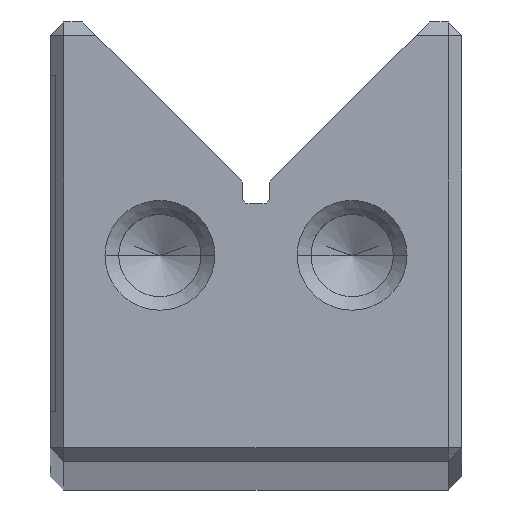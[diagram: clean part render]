
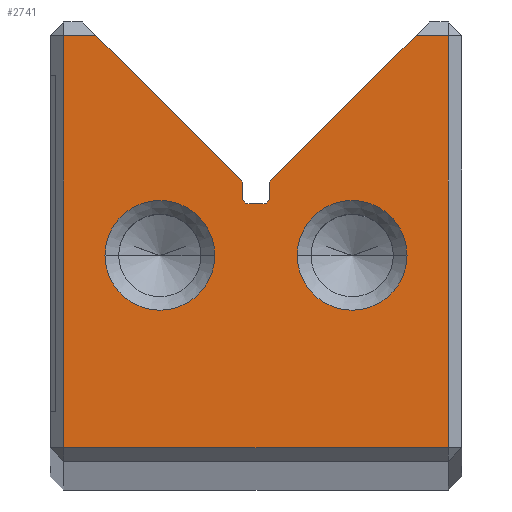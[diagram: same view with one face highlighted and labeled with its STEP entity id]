
A CAD part, top view. The second image highlights one B-rep face of the part: STEP entity #2741.
In plain terms, the highlighted planar face has unit normal (0, 0, 1).
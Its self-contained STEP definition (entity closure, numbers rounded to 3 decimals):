
#2741=ADVANCED_FACE('',(#3585,#3586,#3587),#3124,.F.);
#3124=PLANE('',#10256);
#3389=CIRCLE('',#10069,2.);
#3391=CIRCLE('',#10072,2.);
#3494=CIRCLE('',#10246,0.25);
#3495=CIRCLE('',#10249,0.25);
#3496=CIRCLE('',#10254,2.);
#3497=CIRCLE('',#10255,2.);
#3585=FACE_BOUND('',#3763,.T.);
#3586=FACE_BOUND('',#3764,.T.);
#3587=FACE_BOUND('',#3765,.T.);
#3763=EDGE_LOOP('',(#4963,#4964));
#3764=EDGE_LOOP('',(#4965,#4966));
#3765=EDGE_LOOP('',(#4967,#4968,#4969,#4970,#4971,#4972,#4973,#4974,#4975,
#4976,#4977,#4978));
#4963=ORIENTED_EDGE('',*,*,#7611,.T.);
#4964=ORIENTED_EDGE('',*,*,#7862,.T.);
#4965=ORIENTED_EDGE('',*,*,#7607,.T.);
#4966=ORIENTED_EDGE('',*,*,#7863,.T.);
#4967=ORIENTED_EDGE('',*,*,#7864,.T.);
#4968=ORIENTED_EDGE('',*,*,#7865,.T.);
#4969=ORIENTED_EDGE('',*,*,#7857,.T.);
#4970=ORIENTED_EDGE('',*,*,#7853,.T.);
#4971=ORIENTED_EDGE('',*,*,#7851,.T.);
#4972=ORIENTED_EDGE('',*,*,#7849,.T.);
#4973=ORIENTED_EDGE('',*,*,#7847,.T.);
#4974=ORIENTED_EDGE('',*,*,#7845,.T.);
#4975=ORIENTED_EDGE('',*,*,#7843,.T.);
#4976=ORIENTED_EDGE('',*,*,#7866,.T.);
#4977=ORIENTED_EDGE('',*,*,#7867,.T.);
#4978=ORIENTED_EDGE('',*,*,#7868,.T.);
#6875=VERTEX_POINT('',#13222);
#6876=VERTEX_POINT('',#13224);
#6879=VERTEX_POINT('',#13231);
#6880=VERTEX_POINT('',#13233);
#7031=VERTEX_POINT('',#13684);
#7032=VERTEX_POINT('',#13686);
#7033=VERTEX_POINT('',#13690);
#7034=VERTEX_POINT('',#13694);
#7035=VERTEX_POINT('',#13698);
#7036=VERTEX_POINT('',#13702);
#7037=VERTEX_POINT('',#13706);
#7040=VERTEX_POINT('',#13714);
#7043=VERTEX_POINT('',#13726);
#7044=VERTEX_POINT('',#13727);
#7045=VERTEX_POINT('',#13730);
#7046=VERTEX_POINT('',#13732);
#7607=EDGE_CURVE('',#6876,#6875,#3389,.T.);
#7611=EDGE_CURVE('',#6880,#6879,#3391,.T.);
#7843=EDGE_CURVE('',#7032,#7031,#8765,.T.);
#7845=EDGE_CURVE('',#7033,#7032,#8767,.T.);
#7847=EDGE_CURVE('',#7034,#7033,#3494,.T.);
#7849=EDGE_CURVE('',#7035,#7034,#8770,.T.);
#7851=EDGE_CURVE('',#7036,#7035,#3495,.T.);
#7853=EDGE_CURVE('',#7037,#7036,#8773,.T.);
#7857=EDGE_CURVE('',#7040,#7037,#8777,.T.);
#7862=EDGE_CURVE('',#6879,#6880,#3496,.T.);
#7863=EDGE_CURVE('',#6875,#6876,#3497,.T.);
#7864=EDGE_CURVE('',#7043,#7044,#8782,.T.);
#7865=EDGE_CURVE('',#7044,#7040,#8783,.T.);
#7866=EDGE_CURVE('',#7031,#7045,#8784,.T.);
#7867=EDGE_CURVE('',#7045,#7046,#8785,.T.);
#7868=EDGE_CURVE('',#7046,#7043,#8786,.T.);
#8765=LINE('',#13685,#9547);
#8767=LINE('',#13689,#9549);
#8770=LINE('',#13697,#9552);
#8773=LINE('',#13705,#9555);
#8777=LINE('',#13713,#9559);
#8782=LINE('',#13725,#9564);
#8783=LINE('',#13728,#9565);
#8784=LINE('',#13729,#9566);
#8785=LINE('',#13731,#9567);
#8786=LINE('',#13733,#9568);
#9547=VECTOR('',#11297,1.);
#9549=VECTOR('',#11301,1.);
#9552=VECTOR('',#11310,1.);
#9555=VECTOR('',#11319,1.);
#9559=VECTOR('',#11325,1.);
#9564=VECTOR('',#11338,1.);
#9565=VECTOR('',#11339,1.);
#9566=VECTOR('',#11340,1.);
#9567=VECTOR('',#11341,1.);
#9568=VECTOR('',#11342,1.);
#10069=AXIS2_PLACEMENT_3D('',#13223,#10816,#10817);
#10072=AXIS2_PLACEMENT_3D('',#13232,#10824,#10825);
#10246=AXIS2_PLACEMENT_3D('',#13693,#11305,#11306);
#10249=AXIS2_PLACEMENT_3D('',#13701,#11314,#11315);
#10254=AXIS2_PLACEMENT_3D('',#13723,#11334,#11335);
#10255=AXIS2_PLACEMENT_3D('',#13724,#11336,#11337);
#10256=AXIS2_PLACEMENT_3D('',#13734,#11343,#11344);
#10816=DIRECTION('',(0.,0.,-1.));
#10817=DIRECTION('',(-1.,0.,0.));
#10824=DIRECTION('',(0.,0.,-1.));
#10825=DIRECTION('',(-1.,0.,0.));
#11297=DIRECTION('',(-0.707,0.707,0.));
#11301=DIRECTION('',(0.,1.,0.));
#11305=DIRECTION('',(0.,0.,-1.));
#11306=DIRECTION('',(1.,0.,0.));
#11310=DIRECTION('',(-1.,0.,0.));
#11314=DIRECTION('',(0.,0.,-1.));
#11315=DIRECTION('',(-1.,0.,0.));
#11319=DIRECTION('',(0.,-1.,0.));
#11325=DIRECTION('',(-0.707,-0.707,0.));
#11334=DIRECTION('',(0.,0.,-1.));
#11335=DIRECTION('',(-1.,0.,0.));
#11336=DIRECTION('',(0.,0.,-1.));
#11337=DIRECTION('',(-1.,0.,0.));
#11338=DIRECTION('',(0.,1.,0.));
#11339=DIRECTION('',(-1.,0.,0.));
#11340=DIRECTION('',(-1.,0.,0.));
#11341=DIRECTION('',(0.,-1.,0.));
#11342=DIRECTION('',(1.,0.,0.));
#11343=DIRECTION('',(0.,0.,-1.));
#11344=DIRECTION('',(-1.,0.,0.));
#13222=CARTESIAN_POINT('',(-5.5,7.5,0.));
#13223=CARTESIAN_POINT('',(-3.5,7.5,0.));
#13224=CARTESIAN_POINT('',(-1.5,7.5,0.));
#13231=CARTESIAN_POINT('',(1.5,7.5,0.));
#13232=CARTESIAN_POINT('',(3.5,7.5,0.));
#13233=CARTESIAN_POINT('',(5.5,7.5,0.));
#13684=CARTESIAN_POINT('',(-5.828,15.5,0.));
#13685=CARTESIAN_POINT('',(-6.328,16.,0.));
#13686=CARTESIAN_POINT('',(-0.5,10.172,0.));
#13689=CARTESIAN_POINT('',(-0.5,10.172,0.));
#13690=CARTESIAN_POINT('',(-0.5,9.622,0.));
#13693=CARTESIAN_POINT('',(-0.25,9.622,0.));
#13694=CARTESIAN_POINT('',(-0.25,9.372,0.));
#13697=CARTESIAN_POINT('',(0.25,9.372,0.));
#13698=CARTESIAN_POINT('',(0.25,9.372,0.));
#13701=CARTESIAN_POINT('',(0.25,9.622,0.));
#13702=CARTESIAN_POINT('',(0.5,9.622,0.));
#13705=CARTESIAN_POINT('',(0.5,10.172,0.));
#13706=CARTESIAN_POINT('',(0.5,10.172,0.));
#13713=CARTESIAN_POINT('',(6.328,16.,0.));
#13714=CARTESIAN_POINT('',(5.828,15.5,0.));
#13723=CARTESIAN_POINT('',(3.5,7.5,0.));
#13724=CARTESIAN_POINT('',(-3.5,7.5,0.));
#13725=CARTESIAN_POINT('',(7.,16.,0.));
#13726=CARTESIAN_POINT('',(7.,0.5,0.));
#13727=CARTESIAN_POINT('',(7.,15.5,0.));
#13728=CARTESIAN_POINT('',(6.328,15.5,0.));
#13729=CARTESIAN_POINT('',(-7.5,15.5,0.));
#13730=CARTESIAN_POINT('',(-7.,15.5,0.));
#13731=CARTESIAN_POINT('',(-7.,0.,0.));
#13732=CARTESIAN_POINT('',(-7.,0.5,0.));
#13733=CARTESIAN_POINT('',(7.5,0.5,0.));
#13734=CARTESIAN_POINT('',(0.25,9.622,0.));
